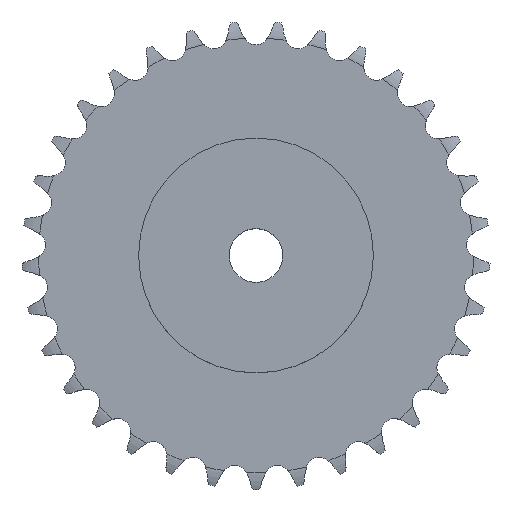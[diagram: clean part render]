
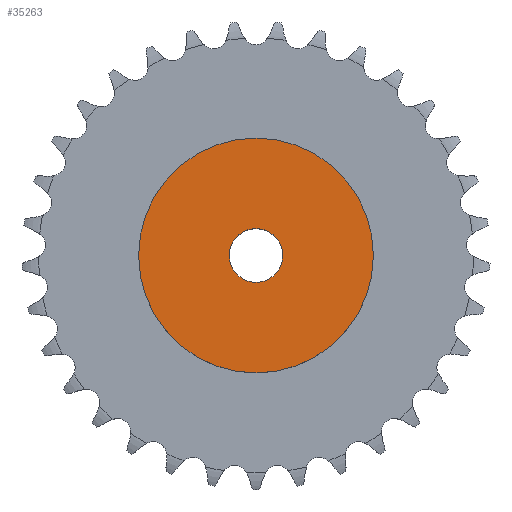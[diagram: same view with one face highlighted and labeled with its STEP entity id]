
A CAD part, top view. The second image highlights one B-rep face of the part: STEP entity #35263.
In plain terms, the highlighted planar face has unit normal (0, 0, 1).
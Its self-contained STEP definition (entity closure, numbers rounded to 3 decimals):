
#6041 = CYLINDRICAL_SURFACE('',#6042,35.);
#6042 = AXIS2_PLACEMENT_3D('',#6043,#6044,#6045);
#6043 = CARTESIAN_POINT('',(0.,0.,0.));
#6044 = DIRECTION('',(-0.,-0.,-1.));
#6045 = DIRECTION('',(1.,0.,0.));
#26414 = VERTEX_POINT('',#26415);
#26415 = CARTESIAN_POINT('',(35.,0.,20.));
#26436 = EDGE_CURVE('',#26414,#26414,#26437,.T.);
#26437 = SURFACE_CURVE('',#26438,(#26443,#26450),.PCURVE_S1.);
#26438 = CIRCLE('',#26439,35.);
#26439 = AXIS2_PLACEMENT_3D('',#26440,#26441,#26442);
#26440 = CARTESIAN_POINT('',(0.,0.,20.));
#26441 = DIRECTION('',(0.,0.,1.));
#26442 = DIRECTION('',(1.,0.,0.));
#26443 = PCURVE('',#6041,#26444);
#26444 = DEFINITIONAL_REPRESENTATION('',(#26445),#26449);
#26445 = LINE('',#26446,#26447);
#26446 = CARTESIAN_POINT('',(-0.,-20.));
#26447 = VECTOR('',#26448,1.);
#26448 = DIRECTION('',(-1.,0.));
#26449 = ( GEOMETRIC_REPRESENTATION_CONTEXT(2) 
PARAMETRIC_REPRESENTATION_CONTEXT() REPRESENTATION_CONTEXT('2D SPACE',''
  ) );
#26450 = PCURVE('',#26451,#26456);
#26451 = PLANE('',#26452);
#26452 = AXIS2_PLACEMENT_3D('',#26453,#26454,#26455);
#26453 = CARTESIAN_POINT('',(0.,0.,20.)
  );
#26454 = DIRECTION('',(0.,0.,1.));
#26455 = DIRECTION('',(1.,0.,0.));
#26456 = DEFINITIONAL_REPRESENTATION('',(#26457),#26461);
#26457 = CIRCLE('',#26458,35.);
#26458 = AXIS2_PLACEMENT_2D('',#26459,#26460);
#26459 = CARTESIAN_POINT('',(0.,0.));
#26460 = DIRECTION('',(1.,0.));
#26461 = ( GEOMETRIC_REPRESENTATION_CONTEXT(2) 
PARAMETRIC_REPRESENTATION_CONTEXT() REPRESENTATION_CONTEXT('2D SPACE',''
  ) );
#31572 = CYLINDRICAL_SURFACE('',#31573,8.);
#31573 = AXIS2_PLACEMENT_3D('',#31574,#31575,#31576);
#31574 = CARTESIAN_POINT('',(0.,0.,212.653));
#31575 = DIRECTION('',(0.,0.,1.));
#31576 = DIRECTION('',(1.,0.,0.));
#35263 = ADVANCED_FACE('',(#35264,#35267),#26451,.T.);
#35264 = FACE_BOUND('',#35265,.T.);
#35265 = EDGE_LOOP('',(#35266));
#35266 = ORIENTED_EDGE('',*,*,#26436,.T.);
#35267 = FACE_BOUND('',#35268,.T.);
#35268 = EDGE_LOOP('',(#35269));
#35269 = ORIENTED_EDGE('',*,*,#35270,.F.);
#35270 = EDGE_CURVE('',#35271,#35271,#35273,.T.);
#35271 = VERTEX_POINT('',#35272);
#35272 = CARTESIAN_POINT('',(8.,0.,20.));
#35273 = SURFACE_CURVE('',#35274,(#35279,#35286),.PCURVE_S1.);
#35274 = CIRCLE('',#35275,8.);
#35275 = AXIS2_PLACEMENT_3D('',#35276,#35277,#35278);
#35276 = CARTESIAN_POINT('',(0.,0.,20.));
#35277 = DIRECTION('',(0.,0.,1.));
#35278 = DIRECTION('',(1.,0.,0.));
#35279 = PCURVE('',#26451,#35280);
#35280 = DEFINITIONAL_REPRESENTATION('',(#35281),#35285);
#35281 = CIRCLE('',#35282,8.);
#35282 = AXIS2_PLACEMENT_2D('',#35283,#35284);
#35283 = CARTESIAN_POINT('',(0.,0.));
#35284 = DIRECTION('',(1.,0.));
#35285 = ( GEOMETRIC_REPRESENTATION_CONTEXT(2) 
PARAMETRIC_REPRESENTATION_CONTEXT() REPRESENTATION_CONTEXT('2D SPACE',''
  ) );
#35286 = PCURVE('',#31572,#35287);
#35287 = DEFINITIONAL_REPRESENTATION('',(#35288),#35292);
#35288 = LINE('',#35289,#35290);
#35289 = CARTESIAN_POINT('',(0.,-192.653));
#35290 = VECTOR('',#35291,1.);
#35291 = DIRECTION('',(1.,0.));
#35292 = ( GEOMETRIC_REPRESENTATION_CONTEXT(2) 
PARAMETRIC_REPRESENTATION_CONTEXT() REPRESENTATION_CONTEXT('2D SPACE',''
  ) );
